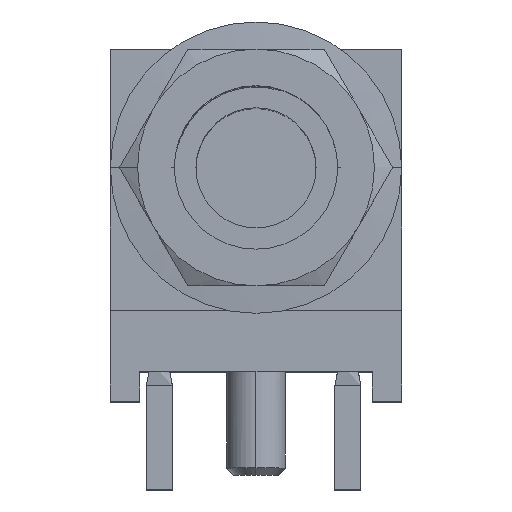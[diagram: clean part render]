
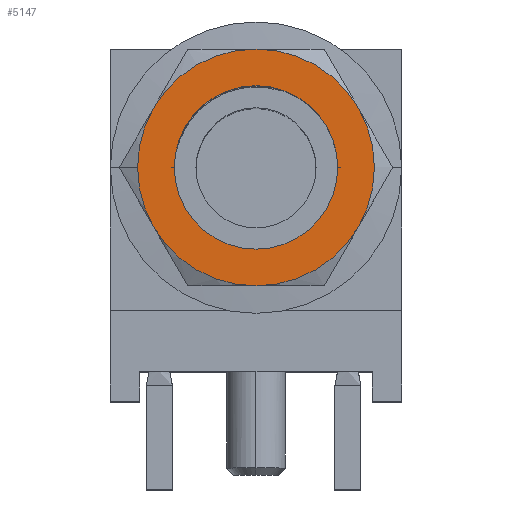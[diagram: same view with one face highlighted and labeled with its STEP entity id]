
A CAD part, top view. The second image highlights one B-rep face of the part: STEP entity #5147.
In plain terms, the highlighted planar face has unit normal (0, 0, 1).
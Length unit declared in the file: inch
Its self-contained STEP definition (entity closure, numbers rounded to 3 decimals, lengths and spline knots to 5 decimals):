
#145 = ORIENTED_EDGE ( 'NONE', *, *, #237, .F. ) ;
#237 = EDGE_CURVE ( 'NONE', #19564, #15883, #18649, .T. ) ;
#353 = ORIENTED_EDGE ( 'NONE', *, *, #19243, .F. ) ;
#635 = EDGE_CURVE ( 'NONE', #18637, #19564, #7748, .T. ) ;
#638 = CARTESIAN_POINT ( 'NONE',  ( 0.21651, -0.125, 0.74775 ) ) ;
#720 = EDGE_LOOP ( 'NONE', ( #16979, #12322 ) ) ;
#907 = ORIENTED_EDGE ( 'NONE', *, *, #20392, .F. ) ;
#909 = VERTEX_POINT ( 'NONE', #2766 ) ;
#1050 = ORIENTED_EDGE ( 'NONE', *, *, #20307, .F. ) ;
#1913 = DIRECTION ( 'NONE',  ( -1., 0., 0. ) ) ;
#1934 = DIRECTION ( 'NONE',  ( 0., 0., -1. ) ) ;
#1937 = CARTESIAN_POINT ( 'NONE',  ( 0., 0., 0.74775 ) ) ;
#2697 = DIRECTION ( 'NONE',  ( -1., 0., 0. ) ) ;
#2726 = DIRECTION ( 'NONE',  ( 0., 0., -1. ) ) ;
#2747 = CARTESIAN_POINT ( 'NONE',  ( 0., 0., 0.74775 ) ) ;
#2766 = CARTESIAN_POINT ( 'NONE',  ( -0.21651, 0.125, 0.74775 ) ) ;
#2799 = CARTESIAN_POINT ( 'NONE',  ( 0., 0.25, 0.74775 ) ) ;
#2804 = AXIS2_PLACEMENT_3D ( 'NONE', #2880, #2858, #2832 ) ;
#2832 = DIRECTION ( 'NONE',  ( -1., 0., 0. ) ) ;
#2858 = DIRECTION ( 'NONE',  ( 0., 0., -1. ) ) ;
#2880 = CARTESIAN_POINT ( 'NONE',  ( 0., 0., 0.74775 ) ) ;
#2938 = ORIENTED_EDGE ( 'NONE', *, *, #635, .F. ) ;
#3203 = DIRECTION ( 'NONE',  ( -1., 0., 0. ) ) ;
#3223 = DIRECTION ( 'NONE',  ( 0., 0., -1. ) ) ;
#3243 = CARTESIAN_POINT ( 'NONE',  ( 0., 0., 0.74775 ) ) ;
#3513 = AXIS2_PLACEMENT_3D ( 'NONE', #6152, #6149, #6135 ) ;
#3672 = AXIS2_PLACEMENT_3D ( 'NONE', #2747, #2726, #2697 ) ;
#3866 = DIRECTION ( 'NONE',  ( -1., 0., 0. ) ) ;
#3869 = CARTESIAN_POINT ( 'NONE',  ( -0.21651, -0.125, 0.74775 ) ) ;
#3871 = DIRECTION ( 'NONE',  ( 0., 0., 1. ) ) ;
#3888 = CARTESIAN_POINT ( 'NONE',  ( 0., 0., 0.74775 ) ) ;
#5147 = ADVANCED_FACE ( 'NONE', ( #12220, #12197 ), #19611, .F. ) ;
#5223 = VERTEX_POINT ( 'NONE', #19311 ) ;
#5374 = ORIENTED_EDGE ( 'NONE', *, *, #20456, .F. ) ;
#5608 = CIRCLE ( 'NONE', #11915, 0.1725 ) ;
#6104 = AXIS2_PLACEMENT_3D ( 'NONE', #7822, #7801, #7775 ) ;
#6135 = DIRECTION ( 'NONE',  ( -1., 0., 0. ) ) ;
#6149 = DIRECTION ( 'NONE',  ( 0., 0., -1. ) ) ;
#6152 = CARTESIAN_POINT ( 'NONE',  ( 0., 0., 0.74775 ) ) ;
#6658 = AXIS2_PLACEMENT_3D ( 'NONE', #9187, #9167, #9151 ) ;
#7551 = ORIENTED_EDGE ( 'NONE', *, *, #20369, .F. ) ;
#7748 = CIRCLE ( 'NONE', #3513, 0.25 ) ;
#7775 = DIRECTION ( 'NONE',  ( -1., 0., 0. ) ) ;
#7801 = DIRECTION ( 'NONE',  ( 0., 0., 1. ) ) ;
#7822 = CARTESIAN_POINT ( 'NONE',  ( 0., 0., 0.74775 ) ) ;
#8392 = EDGE_LOOP ( 'NONE', ( #7551, #1050, #907, #5374, #353, #145, #2938 ) ) ;
#9151 = DIRECTION ( 'NONE',  ( -1., 0., 0. ) ) ;
#9167 = DIRECTION ( 'NONE',  ( 0., 0., -1. ) ) ;
#9187 = CARTESIAN_POINT ( 'NONE',  ( 0., 0., 0.74775 ) ) ;
#9247 = CIRCLE ( 'NONE', #10184, 0.25 ) ;
#9498 = AXIS2_PLACEMENT_3D ( 'NONE', #1937, #1934, #1913 ) ;
#9835 = VERTEX_POINT ( 'NONE', #2799 ) ;
#9940 = CIRCLE ( 'NONE', #2804, 0.25 ) ;
#9966 = CIRCLE ( 'NONE', #3672, 0.25 ) ;
#10040 = CARTESIAN_POINT ( 'NONE',  ( 0., -0.25, 0.74775 ) ) ;
#10184 = AXIS2_PLACEMENT_3D ( 'NONE', #3243, #3223, #3203 ) ;
#10472 = VERTEX_POINT ( 'NONE', #17323 ) ;
#10928 = VERTEX_POINT ( 'NONE', #13200 ) ;
#10933 = VERTEX_POINT ( 'NONE', #13109 ) ;
#11056 = CIRCLE ( 'NONE', #9498, 0.25 ) ;
#11915 = AXIS2_PLACEMENT_3D ( 'NONE', #3888, #3871, #3866 ) ;
#11975 = AXIS2_PLACEMENT_3D ( 'NONE', #12925, #12905, #12883 ) ;
#12197 = FACE_BOUND ( 'NONE', #720, .T. ) ;
#12220 = FACE_OUTER_BOUND ( 'NONE', #8392, .T. ) ;
#12322 = ORIENTED_EDGE ( 'NONE', *, *, #20231, .F. ) ;
#12883 = DIRECTION ( 'NONE',  ( -1., 0., 0. ) ) ;
#12905 = DIRECTION ( 'NONE',  ( 0., 0., -1. ) ) ;
#12925 = CARTESIAN_POINT ( 'NONE',  ( 0., 0., 0.74775 ) ) ;
#13109 = CARTESIAN_POINT ( 'NONE',  ( 0.1725, 0., 0.74775 ) ) ;
#13200 = CARTESIAN_POINT ( 'NONE',  ( 0.21651, 0.125, 0.74775 ) ) ;
#13278 = CIRCLE ( 'NONE', #6104, 0.1725 ) ;
#15883 = VERTEX_POINT ( 'NONE', #3869 ) ;
#16979 = ORIENTED_EDGE ( 'NONE', *, *, #19813, .F. ) ;
#17034 = AXIS2_PLACEMENT_3D ( 'NONE', #19443, #19441, #19418 ) ;
#17323 = CARTESIAN_POINT ( 'NONE',  ( -0.25, 0., 0.74775 ) ) ;
#18637 = VERTEX_POINT ( 'NONE', #638 ) ;
#18649 = CIRCLE ( 'NONE', #6658, 0.25 ) ;
#19243 = EDGE_CURVE ( 'NONE', #15883, #10472, #20143, .T. ) ;
#19311 = CARTESIAN_POINT ( 'NONE',  ( -0.1725, 0., 0.74775 ) ) ;
#19418 = DIRECTION ( 'NONE',  ( 0., 1., 0. ) ) ;
#19441 = DIRECTION ( 'NONE',  ( 0., 0., -1. ) ) ;
#19443 = CARTESIAN_POINT ( 'NONE',  ( 0.26, -0.26, 0.74775 ) ) ;
#19564 = VERTEX_POINT ( 'NONE', #10040 ) ;
#19611 = PLANE ( 'NONE',  #17034 ) ;
#19813 = EDGE_CURVE ( 'NONE', #5223, #10933, #13278, .T. ) ;
#20143 = CIRCLE ( 'NONE', #11975, 0.25 ) ;
#20231 = EDGE_CURVE ( 'NONE', #10933, #5223, #5608, .T. ) ;
#20307 = EDGE_CURVE ( 'NONE', #9835, #10928, #9247, .T. ) ;
#20369 = EDGE_CURVE ( 'NONE', #10928, #18637, #9940, .T. ) ;
#20392 = EDGE_CURVE ( 'NONE', #909, #9835, #9966, .T. ) ;
#20456 = EDGE_CURVE ( 'NONE', #10472, #909, #11056, .T. ) ;
